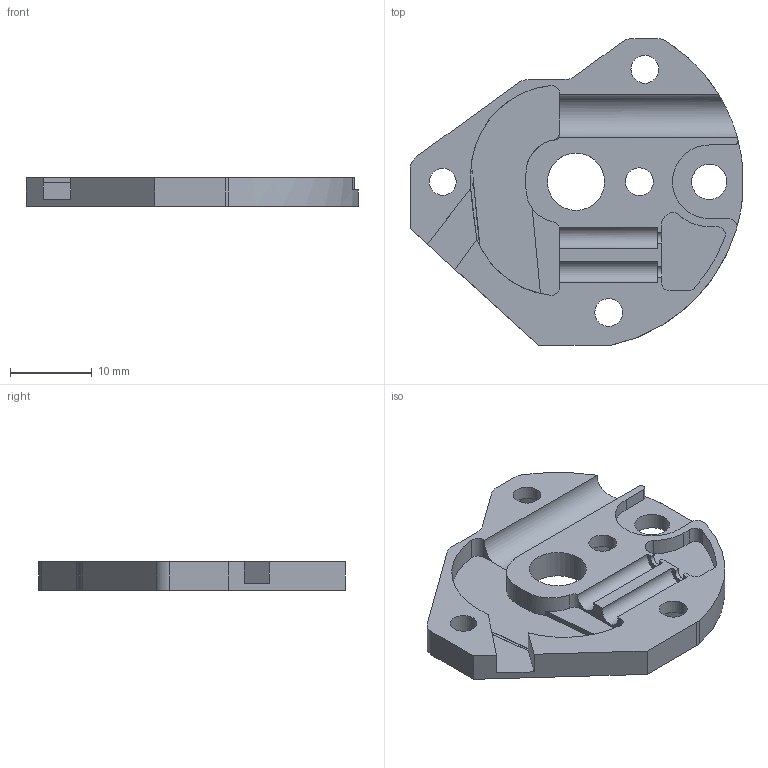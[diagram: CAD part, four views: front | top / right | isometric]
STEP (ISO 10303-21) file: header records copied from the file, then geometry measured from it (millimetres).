
FILE_DESCRIPTION(/* description */ ('STEP AP242','CAx-IF Rec.Pracs.---Representation and Presentation of Product Manufacturing Information (PMI)---4.0---2014-10-13','CAx-IF Rec.Pracs.---3D Tessellated Geometry---0.4---2014-09-14','2;1'),/* implementation_level */ '2;1');
FILE_NAME(/* name */ 'Assembly 1 - Part 2 - Surface 0',/* time_stamp */ '2024-11-27T20:03:52Z',/* author */ (''),/* organization */ (''),/* preprocessor_version */ 'ST-DEVELOPER v20',/* originating_system */ 'ONSHAPE BY PTC INC, 1.190',/* authorisation */ ' ');
FILE_SCHEMA (('AP242_MANAGED_MODEL_BASED_3D_ENGINEERING_MIM_LF { 1 0 10303 442 1 1 4 }'));
Length unit declared in the file: metre
Products named in the file (1): Part 2
Bounding box: 40.6 x 37.5 x 3.5 mm (x, y, z)
Volume: 2324.4 mm3; surface area: 3106.4 mm2
Topology: 1 solids, 1 shells, 97 faces, 280 edges, 188 vertices
Faces by surface type: plane 56, cylinder 39, bspline 2
Full cylindrical faces by diameter (mm): 3.3 x1, 3.4 x3, 4.3 x1, 7 x1
Entity records: 3687 total; most frequent: CARTESIAN_POINT 1051, ORIENTED_EDGE 548, DIRECTION 543, EDGE_CURVE 274, VERTEX_POINT 188, LINE 181, VECTOR 181, AXIS2_PLACEMENT_3D 181
